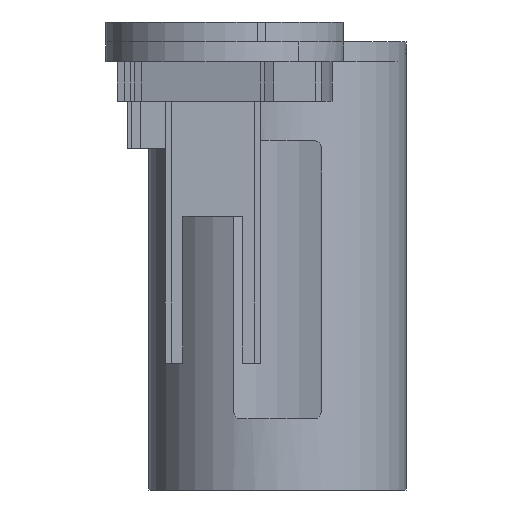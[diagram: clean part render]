
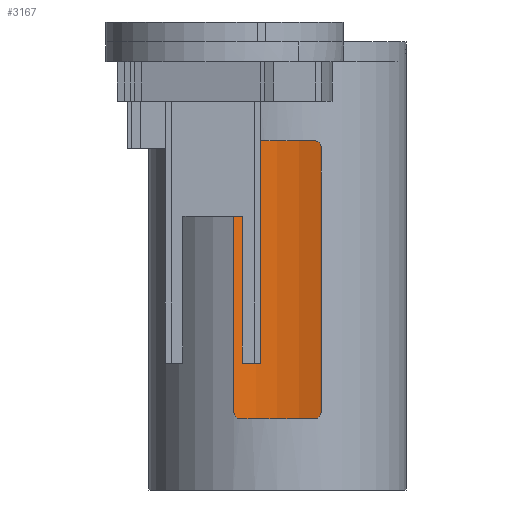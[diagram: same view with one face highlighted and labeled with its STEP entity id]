
A CAD part, left-side view. The second image highlights one B-rep face of the part: STEP entity #3167.
In plain terms, the highlighted cylindrical face has radius 31.2 mm (diameter 62.4 mm), a full revolution.
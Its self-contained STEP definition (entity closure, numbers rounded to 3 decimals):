
#34=B_SPLINE_CURVE_WITH_KNOTS('',3,(#4602,#4603,#4604,#4605,#4606,#4607,
#4608,#4609,#4610,#4611),.UNSPECIFIED.,.F.,.F.,(4,2,2,2,4),(0.463,
0.52,0.576,0.636,0.696),
 .UNSPECIFIED.);
#35=B_SPLINE_CURVE_WITH_KNOTS('',3,(#4615,#4616,#4617,#4618,#4619,#4620,
#4621,#4622,#4623,#4624),.UNSPECIFIED.,.F.,.F.,(4,2,2,2,4),(0.231,
0.29,0.349,0.406,0.463),
 .UNSPECIFIED.);
#36=B_SPLINE_CURVE_WITH_KNOTS('',3,(#4633,#4634,#4635,#4636,#4637,#4638,
#4639,#4640,#4641,#4642),.UNSPECIFIED.,.F.,.F.,(4,2,2,2,4),(0.,0.056,
0.113,0.173,0.233),.UNSPECIFIED.);
#37=B_SPLINE_CURVE_WITH_KNOTS('',3,(#4646,#4647,#4648,#4649,#4650,#4651,
#4652,#4653,#4654,#4655),.UNSPECIFIED.,.F.,.F.,(4,2,2,2,4),(-0.233,
-0.173,-0.113,-0.056,0.),
 .UNSPECIFIED.);
#270=FACE_OUTER_BOUND('',#443,.T.);
#443=EDGE_LOOP('',(#2298,#2299,#2300,#2301,#2302,#2303,#2304,#2305,#2306,
#2307,#2308,#2309,#2310,#2311,#2312,#2313));
#669=LINE('',#4598,#1036);
#670=LINE('',#4613,#1037);
#671=LINE('',#4628,#1038);
#672=LINE('',#4644,#1039);
#1036=VECTOR('',#3734,31.2);
#1037=VECTOR('',#3737,10.);
#1038=VECTOR('',#3740,31.2);
#1039=VECTOR('',#3745,10.);
#1384=CIRCLE('',#3406,31.2);
#1385=CIRCLE('',#3407,31.2);
#1386=CIRCLE('',#3408,31.2);
#1387=CIRCLE('',#3409,31.2);
#1388=CIRCLE('',#3410,31.2);
#1389=CIRCLE('',#3411,31.2);
#1470=VERTEX_POINT('',#4595);
#1471=VERTEX_POINT('',#4597);
#1472=VERTEX_POINT('',#4599);
#1473=VERTEX_POINT('',#4601);
#1474=VERTEX_POINT('',#4612);
#1475=VERTEX_POINT('',#4614);
#1476=VERTEX_POINT('',#4625);
#1477=VERTEX_POINT('',#4627);
#1478=VERTEX_POINT('',#4630);
#1479=VERTEX_POINT('',#4632);
#1480=VERTEX_POINT('',#4643);
#1481=VERTEX_POINT('',#4645);
#1790=EDGE_CURVE('',#1470,#1470,#1384,.T.);
#1791=EDGE_CURVE('',#1470,#1471,#669,.T.);
#1792=EDGE_CURVE('',#1472,#1471,#1385,.T.);
#1793=EDGE_CURVE('',#1473,#1472,#34,.T.);
#1794=EDGE_CURVE('',#1474,#1473,#670,.T.);
#1795=EDGE_CURVE('',#1475,#1474,#35,.T.);
#1796=EDGE_CURVE('',#1476,#1475,#1386,.T.);
#1797=EDGE_CURVE('',#1476,#1477,#671,.T.);
#1798=EDGE_CURVE('',#1477,#1477,#1387,.T.);
#1799=EDGE_CURVE('',#1478,#1476,#1388,.T.);
#1800=EDGE_CURVE('',#1479,#1478,#36,.T.);
#1801=EDGE_CURVE('',#1480,#1479,#672,.T.);
#1802=EDGE_CURVE('',#1481,#1480,#37,.T.);
#1803=EDGE_CURVE('',#1471,#1481,#1389,.T.);
#2298=ORIENTED_EDGE('',*,*,#1790,.F.);
#2299=ORIENTED_EDGE('',*,*,#1791,.T.);
#2300=ORIENTED_EDGE('',*,*,#1792,.F.);
#2301=ORIENTED_EDGE('',*,*,#1793,.F.);
#2302=ORIENTED_EDGE('',*,*,#1794,.F.);
#2303=ORIENTED_EDGE('',*,*,#1795,.F.);
#2304=ORIENTED_EDGE('',*,*,#1796,.F.);
#2305=ORIENTED_EDGE('',*,*,#1797,.T.);
#2306=ORIENTED_EDGE('',*,*,#1798,.T.);
#2307=ORIENTED_EDGE('',*,*,#1797,.F.);
#2308=ORIENTED_EDGE('',*,*,#1799,.F.);
#2309=ORIENTED_EDGE('',*,*,#1800,.F.);
#2310=ORIENTED_EDGE('',*,*,#1801,.F.);
#2311=ORIENTED_EDGE('',*,*,#1802,.F.);
#2312=ORIENTED_EDGE('',*,*,#1803,.F.);
#2313=ORIENTED_EDGE('',*,*,#1791,.F.);
#3123=CYLINDRICAL_SURFACE('',#3405,31.2);
#3167=ADVANCED_FACE('',(#270),#3123,.F.);
#3405=AXIS2_PLACEMENT_3D('',#4594,#3730,#3731);
#3406=AXIS2_PLACEMENT_3D('',#4596,#3732,#3733);
#3407=AXIS2_PLACEMENT_3D('',#4600,#3735,#3736);
#3408=AXIS2_PLACEMENT_3D('',#4626,#3738,#3739);
#3409=AXIS2_PLACEMENT_3D('',#4629,#3741,#3742);
#3410=AXIS2_PLACEMENT_3D('',#4631,#3743,#3744);
#3411=AXIS2_PLACEMENT_3D('',#4656,#3746,#3747);
#3730=DIRECTION('center_axis',(0.,0.,1.));
#3731=DIRECTION('ref_axis',(1.,0.,0.));
#3732=DIRECTION('center_axis',(0.,0.,1.));
#3733=DIRECTION('ref_axis',(1.,0.,0.));
#3734=DIRECTION('',(0.,0.,1.));
#3735=DIRECTION('center_axis',(0.,0.,-1.));
#3736=DIRECTION('ref_axis',(1.,0.,0.));
#3737=DIRECTION('',(0.,0.,-1.));
#3738=DIRECTION('center_axis',(0.,0.,1.));
#3739=DIRECTION('ref_axis',(1.,0.,0.));
#3740=DIRECTION('',(0.,0.,1.));
#3741=DIRECTION('center_axis',(0.,0.,1.));
#3742=DIRECTION('ref_axis',(1.,0.,0.));
#3743=DIRECTION('center_axis',(0.,0.,1.));
#3744=DIRECTION('ref_axis',(1.,0.,0.));
#3745=DIRECTION('',(0.,0.,1.));
#3746=DIRECTION('center_axis',(0.,0.,-1.));
#3747=DIRECTION('ref_axis',(1.,0.,0.));
#4594=CARTESIAN_POINT('Origin',(984.882,-13.323,-108.));
#4595=CARTESIAN_POINT('',(953.682,-13.323,-108.));
#4596=CARTESIAN_POINT('Origin',(984.882,-13.323,-108.));
#4597=CARTESIAN_POINT('',(953.682,-13.323,-90.));
#4598=CARTESIAN_POINT('',(953.682,-13.323,-108.));
#4599=CARTESIAN_POINT('',(955.163,-22.823,-90.));
#4600=CARTESIAN_POINT('Origin',(984.882,-13.323,-90.));
#4601=CARTESIAN_POINT('',(955.685,-24.323,-88.5));
#4602=CARTESIAN_POINT('Ctrl Pts',(955.685,-24.323,-88.5));
#4603=CARTESIAN_POINT('Ctrl Pts',(955.685,-24.323,-88.688));
#4604=CARTESIAN_POINT('Ctrl Pts',(955.671,-24.285,-88.888));
#4605=CARTESIAN_POINT('Ctrl Pts',(955.615,-24.135,-89.253));
#4606=CARTESIAN_POINT('Ctrl Pts',(955.574,-24.022,-89.418));
#4607=CARTESIAN_POINT('Ctrl Pts',(955.479,-23.76,-89.687));
#4608=CARTESIAN_POINT('Ctrl Pts',(955.419,-23.589,-89.805));
#4609=CARTESIAN_POINT('Ctrl Pts',(955.291,-23.215,-89.962));
#4610=CARTESIAN_POINT('Ctrl Pts',(955.224,-23.013,-90.));
#4611=CARTESIAN_POINT('Ctrl Pts',(955.163,-22.823,-90.));
#4612=CARTESIAN_POINT('',(955.685,-24.323,-21.5));
#4613=CARTESIAN_POINT('',(955.685,-24.323,-108.));
#4614=CARTESIAN_POINT('',(955.163,-22.823,-20.));
#4615=CARTESIAN_POINT('Ctrl Pts',(955.163,-22.823,-20.));
#4616=CARTESIAN_POINT('Ctrl Pts',(955.223,-23.01,-20.));
#4617=CARTESIAN_POINT('Ctrl Pts',(955.289,-23.21,-20.037));
#4618=CARTESIAN_POINT('Ctrl Pts',(955.415,-23.579,-20.189));
#4619=CARTESIAN_POINT('Ctrl Pts',(955.475,-23.748,-20.305));
#4620=CARTESIAN_POINT('Ctrl Pts',(955.571,-24.014,-20.57));
#4621=CARTESIAN_POINT('Ctrl Pts',(955.613,-24.13,-20.737));
#4622=CARTESIAN_POINT('Ctrl Pts',(955.671,-24.284,-21.107));
#4623=CARTESIAN_POINT('Ctrl Pts',(955.685,-24.323,-21.309));
#4624=CARTESIAN_POINT('Ctrl Pts',(955.685,-24.323,-21.5));
#4625=CARTESIAN_POINT('',(953.682,-13.323,-20.));
#4626=CARTESIAN_POINT('Origin',(984.882,-13.323,-20.));
#4627=CARTESIAN_POINT('',(953.682,-13.323,0.));
#4628=CARTESIAN_POINT('',(953.682,-13.323,-108.));
#4629=CARTESIAN_POINT('Origin',(984.882,-13.323,0.));
#4630=CARTESIAN_POINT('',(955.163,-3.823,-20.));
#4631=CARTESIAN_POINT('Origin',(984.882,-13.323,-20.));
#4632=CARTESIAN_POINT('',(955.685,-2.323,-21.5));
#4633=CARTESIAN_POINT('Ctrl Pts',(955.685,-2.323,-21.5));
#4634=CARTESIAN_POINT('Ctrl Pts',(955.685,-2.323,-21.312));
#4635=CARTESIAN_POINT('Ctrl Pts',(955.671,-2.36,-21.112));
#4636=CARTESIAN_POINT('Ctrl Pts',(955.615,-2.51,-20.747));
#4637=CARTESIAN_POINT('Ctrl Pts',(955.574,-2.623,-20.582));
#4638=CARTESIAN_POINT('Ctrl Pts',(955.479,-2.885,-20.313));
#4639=CARTESIAN_POINT('Ctrl Pts',(955.419,-3.056,-20.195));
#4640=CARTESIAN_POINT('Ctrl Pts',(955.291,-3.43,-20.038));
#4641=CARTESIAN_POINT('Ctrl Pts',(955.224,-3.632,-20.));
#4642=CARTESIAN_POINT('Ctrl Pts',(955.163,-3.823,-20.));
#4643=CARTESIAN_POINT('',(955.685,-2.323,-88.5));
#4644=CARTESIAN_POINT('',(955.685,-2.323,-108.));
#4645=CARTESIAN_POINT('',(955.163,-3.823,-90.));
#4646=CARTESIAN_POINT('Ctrl Pts',(955.163,-3.823,-90.));
#4647=CARTESIAN_POINT('Ctrl Pts',(955.224,-3.632,-90.));
#4648=CARTESIAN_POINT('Ctrl Pts',(955.291,-3.43,-89.962));
#4649=CARTESIAN_POINT('Ctrl Pts',(955.419,-3.056,-89.805));
#4650=CARTESIAN_POINT('Ctrl Pts',(955.479,-2.885,-89.687));
#4651=CARTESIAN_POINT('Ctrl Pts',(955.574,-2.623,-89.418));
#4652=CARTESIAN_POINT('Ctrl Pts',(955.615,-2.51,-89.253));
#4653=CARTESIAN_POINT('Ctrl Pts',(955.671,-2.36,-88.888));
#4654=CARTESIAN_POINT('Ctrl Pts',(955.685,-2.323,-88.688));
#4655=CARTESIAN_POINT('Ctrl Pts',(955.685,-2.323,-88.5));
#4656=CARTESIAN_POINT('Origin',(984.882,-13.323,-90.));
